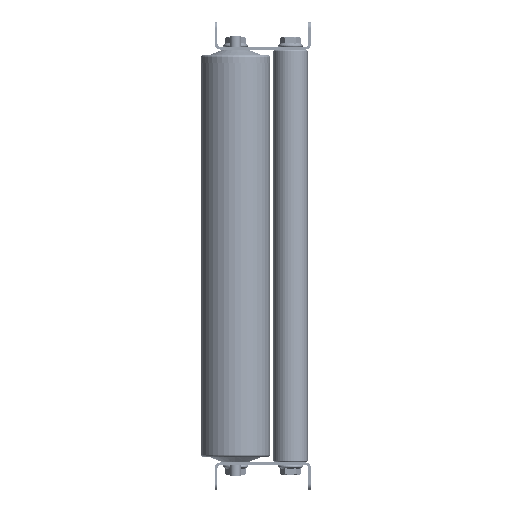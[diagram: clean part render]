
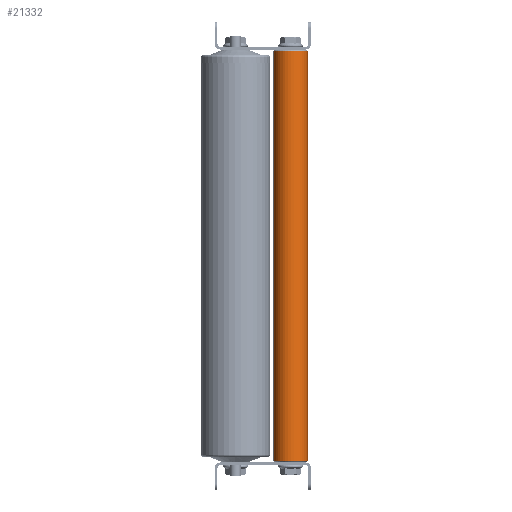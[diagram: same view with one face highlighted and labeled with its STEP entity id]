
A CAD part, left-side view. The second image highlights one B-rep face of the part: STEP entity #21332.
In plain terms, the highlighted cylindrical face has radius 12.5 mm (diameter 25 mm), a partial arc.
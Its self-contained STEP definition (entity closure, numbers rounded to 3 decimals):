
#141 = CIRCLE ( 'NONE', #8752, 12.5 ) ;
#830 = EDGE_CURVE ( 'NONE', #11310, #18338, #141, .T. ) ;
#971 = ORIENTED_EDGE ( 'NONE', *, *, #18761, .T. ) ;
#1525 = DIRECTION ( 'NONE',  ( -1., 0., 0. ) ) ;
#1918 = LINE ( 'NONE', #27494, #13511 ) ;
#1981 = ORIENTED_EDGE ( 'NONE', *, *, #25136, .F. ) ;
#2444 = ORIENTED_EDGE ( 'NONE', *, *, #830, .T. ) ;
#5227 = DIRECTION ( 'NONE',  ( -1., 0., 0. ) ) ;
#7820 = CARTESIAN_POINT ( 'NONE',  ( 300., 0., 0. ) ) ;
#8752 = AXIS2_PLACEMENT_3D ( 'NONE', #12751, #28408, #25326 ) ;
#10062 = VERTEX_POINT ( 'NONE', #24086 ) ;
#11310 = VERTEX_POINT ( 'NONE', #17286 ) ;
#12751 = CARTESIAN_POINT ( 'NONE',  ( 1., 0., 0. ) ) ;
#13511 = VECTOR ( 'NONE', #5227, 1000. ) ;
#13874 = DIRECTION ( 'NONE',  ( -1., 0., 0. ) ) ;
#14346 = DIRECTION ( 'NONE',  ( 0., 0., -1. ) ) ;
#16163 = LINE ( 'NONE', #29124, #16590 ) ;
#16590 = VECTOR ( 'NONE', #13874, 1000. ) ;
#17286 = CARTESIAN_POINT ( 'NONE',  ( 1., 0., -12.5 ) ) ;
#18338 = VERTEX_POINT ( 'NONE', #34600 ) ;
#18445 = CARTESIAN_POINT ( 'NONE',  ( 299., 0., 12.5 ) ) ;
#18761 = EDGE_CURVE ( 'NONE', #24143, #10062, #25593, .T. ) ;
#19423 = EDGE_LOOP ( 'NONE', ( #971, #20523, #2444, #1981 ) ) ;
#20523 = ORIENTED_EDGE ( 'NONE', *, *, #22857, .T. ) ;
#21332 = ADVANCED_FACE ( 'NONE', ( #24128 ), #23318, .T. ) ;
#22857 = EDGE_CURVE ( 'NONE', #10062, #11310, #1918, .T. ) ;
#23318 = CYLINDRICAL_SURFACE ( 'NONE', #37072, 12.5 ) ;
#24086 = CARTESIAN_POINT ( 'NONE',  ( 299., 0., -12.5 ) ) ;
#24128 = FACE_OUTER_BOUND ( 'NONE', #19423, .T. ) ;
#24143 = VERTEX_POINT ( 'NONE', #18445 ) ;
#25136 = EDGE_CURVE ( 'NONE', #24143, #18338, #16163, .T. ) ;
#25326 = DIRECTION ( 'NONE',  ( 0., 0., -1. ) ) ;
#25593 = CIRCLE ( 'NONE', #28196, 12.5 ) ;
#27494 = CARTESIAN_POINT ( 'NONE',  ( 300., 0., -12.5 ) ) ;
#28196 = AXIS2_PLACEMENT_3D ( 'NONE', #31852, #1525, #14346 ) ;
#28408 = DIRECTION ( 'NONE',  ( 1., 0., 0. ) ) ;
#29124 = CARTESIAN_POINT ( 'NONE',  ( 300., 0., 12.5 ) ) ;
#29671 = DIRECTION ( 'NONE',  ( -1., 0., 0. ) ) ;
#31852 = CARTESIAN_POINT ( 'NONE',  ( 299., 0., 0. ) ) ;
#34600 = CARTESIAN_POINT ( 'NONE',  ( 1., 0., 12.5 ) ) ;
#36692 = DIRECTION ( 'NONE',  ( 0., 0., 1. ) ) ;
#37072 = AXIS2_PLACEMENT_3D ( 'NONE', #7820, #29671, #36692 ) ;
